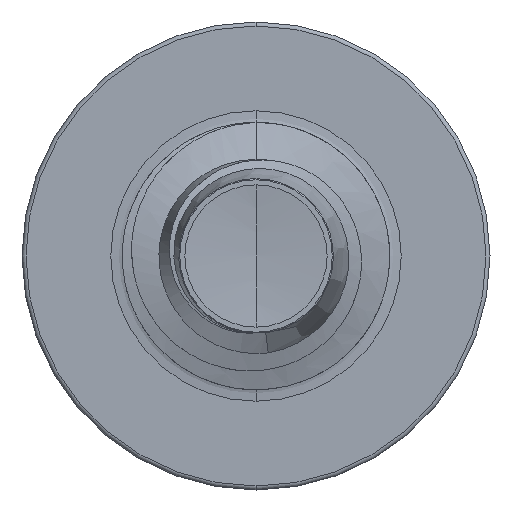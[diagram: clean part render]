
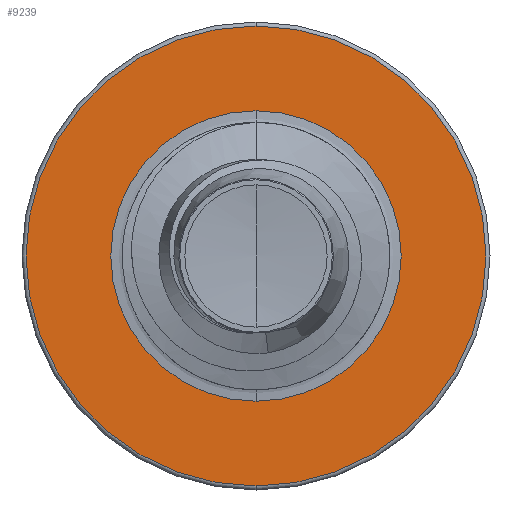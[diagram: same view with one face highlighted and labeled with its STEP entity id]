
A CAD part, front view. The second image highlights one B-rep face of the part: STEP entity #9239.
In plain terms, the highlighted planar face has unit normal (0, -1, 0).
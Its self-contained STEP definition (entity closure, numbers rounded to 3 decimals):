
#172 = DIRECTION ( 'NONE',  ( 0., 0., 1. ) ) ;
#192 = DIRECTION ( 'NONE',  ( 0., 1., 0. ) ) ;
#220 = CARTESIAN_POINT ( 'NONE',  ( 0., 2.5, 0. ) ) ;
#487 = DIRECTION ( 'NONE',  ( 0., 0., 1. ) ) ;
#502 = DIRECTION ( 'NONE',  ( 0., 1., 0. ) ) ;
#524 = CARTESIAN_POINT ( 'NONE',  ( 0., 2.5, 0. ) ) ;
#552 = CIRCLE ( 'NONE', #10235, 1.086 ) ;
#569 = CARTESIAN_POINT ( 'NONE',  ( 0., 2.5, 1.72 ) ) ;
#628 = DIRECTION ( 'NONE',  ( 0., 0., 1. ) ) ;
#631 = DIRECTION ( 'NONE',  ( 0., 1., 0. ) ) ;
#741 = CARTESIAN_POINT ( 'NONE',  ( 0., 2.5, 0. ) ) ;
#793 = DIRECTION ( 'NONE',  ( 0., 0., 1. ) ) ;
#808 = DIRECTION ( 'NONE',  ( 0., 1., 0. ) ) ;
#831 = PLANE ( 'NONE',  #2471 ) ;
#1202 = CARTESIAN_POINT ( 'NONE',  ( 0., 2.5, -1.086 ) ) ;
#1297 = CIRCLE ( 'NONE', #6137, 1.72 ) ;
#1616 = CARTESIAN_POINT ( 'NONE',  ( 0., 2.5, -1.086 ) ) ;
#1752 = CIRCLE ( 'NONE', #7952, 1.086 ) ;
#2471 = AXIS2_PLACEMENT_3D ( 'NONE', #1202, #808, #793 ) ;
#2512 = ORIENTED_EDGE ( 'NONE', *, *, #9418, .F. ) ;
#3303 = EDGE_LOOP ( 'NONE', ( #6656, #8304 ) ) ;
#3574 = EDGE_CURVE ( 'NONE', #5429, #8877, #1297, .T. ) ;
#4153 = DIRECTION ( 'NONE',  ( 0., 0., 1. ) ) ;
#4184 = ORIENTED_EDGE ( 'NONE', *, *, #3574, .F. ) ;
#4188 = DIRECTION ( 'NONE',  ( 0., 1., 0. ) ) ;
#4206 = CARTESIAN_POINT ( 'NONE',  ( 0., 2.5, 0. ) ) ;
#4691 = CARTESIAN_POINT ( 'NONE',  ( 0., 2.5, 1.086 ) ) ;
#4784 = EDGE_LOOP ( 'NONE', ( #2512, #4184 ) ) ;
#4997 = CARTESIAN_POINT ( 'NONE',  ( 0., 2.5, -1.72 ) ) ;
#5429 = VERTEX_POINT ( 'NONE', #4997 ) ;
#5495 = VERTEX_POINT ( 'NONE', #4691 ) ;
#6137 = AXIS2_PLACEMENT_3D ( 'NONE', #741, #631, #628 ) ;
#6600 = FACE_BOUND ( 'NONE', #3303, .T. ) ;
#6656 = ORIENTED_EDGE ( 'NONE', *, *, #7859, .T. ) ;
#7148 = EDGE_CURVE ( 'NONE', #10119, #5495, #1752, .T. ) ;
#7717 = CIRCLE ( 'NONE', #9886, 1.72 ) ;
#7859 = EDGE_CURVE ( 'NONE', #5495, #10119, #552, .T. ) ;
#7952 = AXIS2_PLACEMENT_3D ( 'NONE', #220, #192, #172 ) ;
#8304 = ORIENTED_EDGE ( 'NONE', *, *, #7148, .T. ) ;
#8437 = FACE_OUTER_BOUND ( 'NONE', #4784, .T. ) ;
#8877 = VERTEX_POINT ( 'NONE', #569 ) ;
#9239 = ADVANCED_FACE ( 'NONE', ( #8437, #6600 ), #831, .F. ) ;
#9418 = EDGE_CURVE ( 'NONE', #8877, #5429, #7717, .T. ) ;
#9886 = AXIS2_PLACEMENT_3D ( 'NONE', #524, #502, #487 ) ;
#10119 = VERTEX_POINT ( 'NONE', #1616 ) ;
#10235 = AXIS2_PLACEMENT_3D ( 'NONE', #4206, #4188, #4153 ) ;
